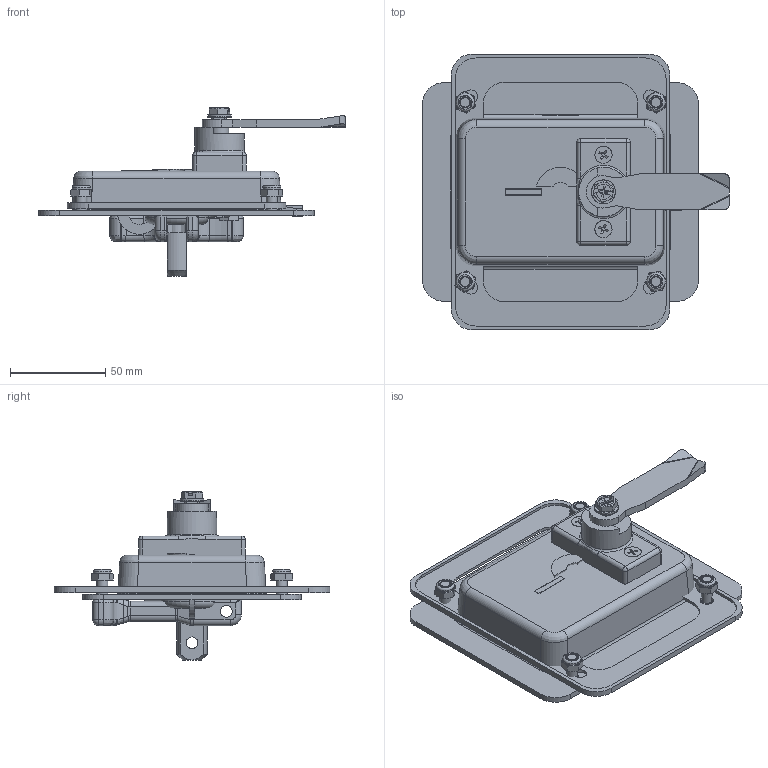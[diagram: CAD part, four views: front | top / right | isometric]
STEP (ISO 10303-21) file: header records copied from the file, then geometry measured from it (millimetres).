
FILE_DESCRIPTION( ( 'STEP AP203' ), '1' );
FILE_NAME( ' ', ' ', ( ' ' ), ( ' ' ), 'PSStep 10.0', ' ', ' ' );
FILE_SCHEMA( ( 'CONFIG_CONTROL_DESIGN' ) );
Length unit declared in the file: millimetre
Products named in the file (17): Assem1; 1; 2; 3; 4; 5; 6; 7; 8; 9; 10; 11; 12; 13; 14; 15; 16
Bounding box: 160.8 x 144.6 x 88.1 mm (x, y, z)
Volume: 190964 mm3; surface area: 181867.6 mm2
Topology: 46 solids, 46 shells, 1829 faces, 4637 edges, 2853 vertices
Faces by surface type: plane 881, cylinder 472, bspline 186, cone 169, torus 99, sphere 22
Full cylindrical faces by diameter (mm): 4.2 x6, 5 x17, 5.1 x4, 5.2 x5, 5.8 x5, 5.85 x2, 6 x20, 6.1 x4, 6.2 x2, 7 x8, 7.1 x10, 8 x5, 8.8 x3, 9 x3, 9.05 x2, 9.5 x5, 9.8 x5, 10 x8, 11 x2, 12.5 x2, 16 x2, 16.2 x2, 22 x2, 26 x2, 30 x2, 33 x2
Entity records: 23900 total; most frequent: CARTESIAN_POINT 6358, DIRECTION 3557, ORIENTED_EDGE 3400, EDGE_CURVE 1700, AXIS2_PLACEMENT_3D 1339, VERTEX_POINT 1096, LINE 879, VECTOR 879
